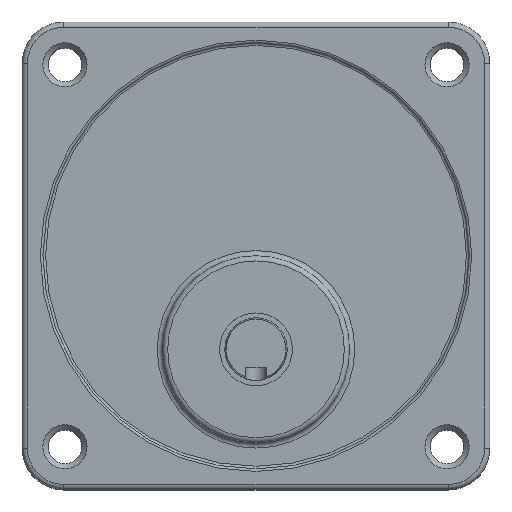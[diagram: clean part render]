
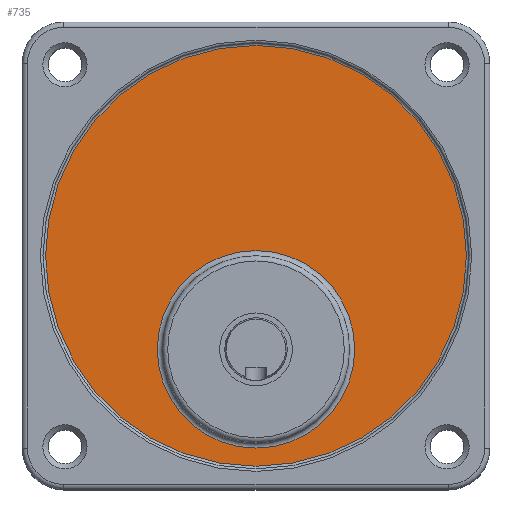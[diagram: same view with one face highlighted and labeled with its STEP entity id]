
A CAD part, top view. The second image highlights one B-rep face of the part: STEP entity #735.
In plain terms, the highlighted planar face has unit normal (0, 0, 1).
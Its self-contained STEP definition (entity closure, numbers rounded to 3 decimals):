
#684=CARTESIAN_POINT('',(64.,27.,41.));
#685=VERTEX_POINT('',#684);
#686=CARTESIAN_POINT('',(45.,27.0,41.));
#687=DIRECTION('',(0.0,0.0,1.0));
#688=DIRECTION('',(-1.0,0.0,0.0));
#689=AXIS2_PLACEMENT_3D('',#686,#687,#688);
#690=CIRCLE('',#689,19.0);
#691=EDGE_CURVE('',#685,#685,#690,.T.);
#716=CARTESIAN_POINT('',(45.,45.0,41.));
#717=DIRECTION('',(0.0,0.0,-1.0));
#718=DIRECTION('',(-1.0,0.0,0.0));
#719=AXIS2_PLACEMENT_3D('',#716,#717,#718);
#720=PLANE('',#719);
#721=CARTESIAN_POINT('',(85.5,45.,41.));
#722=VERTEX_POINT('',#721);
#723=CARTESIAN_POINT('',(45.,45.0,41.));
#724=DIRECTION('',(0.0,0.0,-1.0));
#725=DIRECTION('',(-1.0,0.0,0.0));
#726=AXIS2_PLACEMENT_3D('',#723,#724,#725);
#727=CIRCLE('',#726,40.5);
#728=EDGE_CURVE('',#722,#722,#727,.T.);
#729=ORIENTED_EDGE('',*,*,#728,.F.);
#730=EDGE_LOOP('',(#729));
#731=FACE_OUTER_BOUND('',#730,.T.);
#732=ORIENTED_EDGE('',*,*,#691,.F.);
#733=EDGE_LOOP('',(#732));
#734=FACE_BOUND('',#733,.T.);
#735=ADVANCED_FACE('',(#731,#734),#720,.F.);
